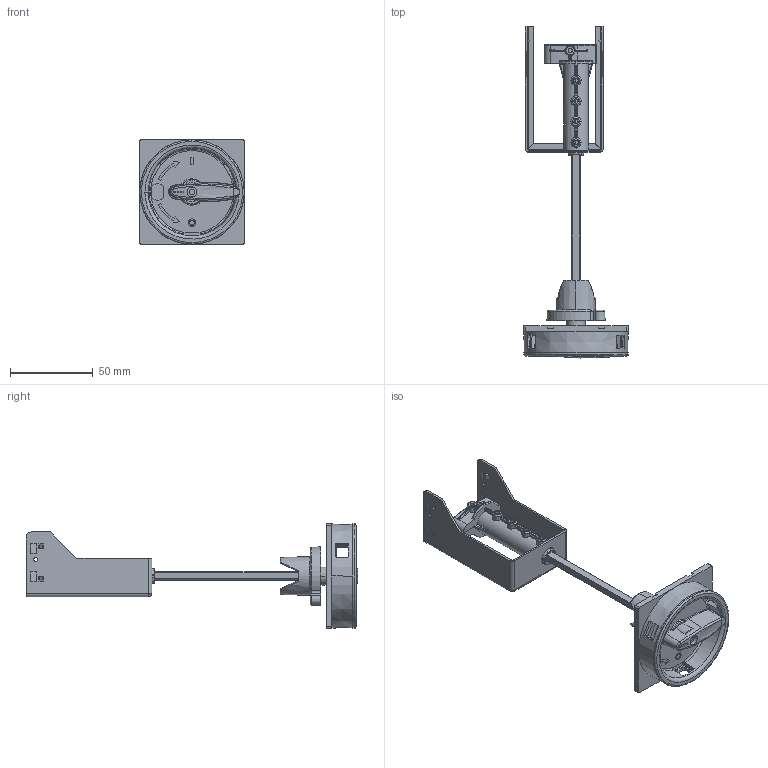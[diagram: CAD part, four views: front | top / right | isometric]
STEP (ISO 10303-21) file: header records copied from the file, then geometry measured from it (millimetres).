
FILE_DESCRIPTION (( 'STEP AP203' ), '1' );
FILE_NAME ('RMMP-130E.step', '2020-08-11T11:49:00', ( '' ), ( '' ), 'SwSTEP 2.0', 'SolidWorks 2019', '' );
FILE_SCHEMA (( 'CONFIG_CONTROL_DESIGN' ));
Length unit declared in the file: millimetre
Products named in the file (1): RMMP-130E
Bounding box: 63.18 x 200.28 x 63.18 mm (x, y, z)
Volume: 64171 mm3; surface area: 54434.1 mm2
Topology: 15 solids, 15 shells, 979 faces, 2503 edges, 1570 vertices
Faces by surface type: plane 352, cylinder 249, bspline 246, cone 132
Entity records: 47957 total; most frequent: CARTESIAN_POINT 27032, ORIENTED_EDGE 4988, DIRECTION 3392, EDGE_CURVE 2494, VERTEX_POINT 1570, AXIS2_PLACEMENT_3D 1228, EDGE_LOOP 1060, FACE_OUTER_BOUND 979
